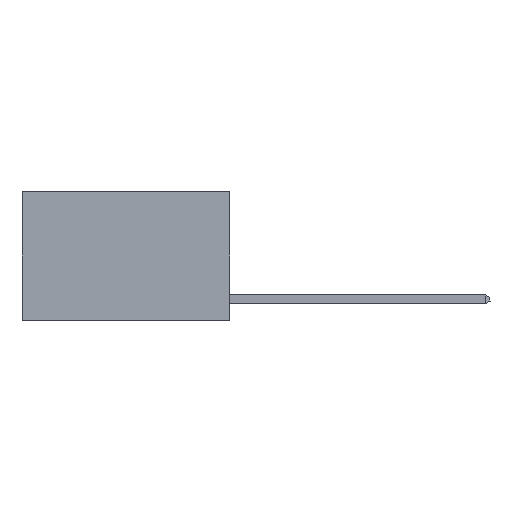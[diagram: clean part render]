
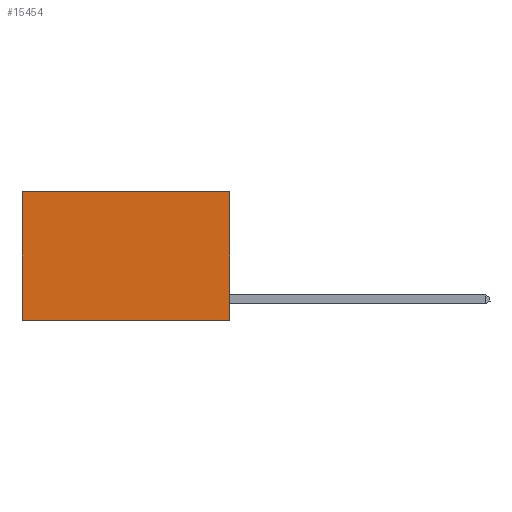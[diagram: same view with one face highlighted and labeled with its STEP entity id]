
A CAD part, left-side view. The second image highlights one B-rep face of the part: STEP entity #15454.
In plain terms, the highlighted planar face has unit normal (-1, 0, 0).
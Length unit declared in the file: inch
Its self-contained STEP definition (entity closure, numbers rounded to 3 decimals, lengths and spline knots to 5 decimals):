
#454 = CARTESIAN_POINT ( 'NONE',  ( 0.2625, 0., 0. ) ) ;
#1412 = ORIENTED_EDGE ( 'NONE', *, *, #10905, .T. ) ;
#1956 = DIRECTION ( 'NONE',  ( 0., 0., -1. ) ) ;
#2241 = LINE ( 'NONE', #12184, #14727 ) ;
#2355 = VERTEX_POINT ( 'NONE', #10316 ) ;
#4378 = ORIENTED_EDGE ( 'NONE', *, *, #11874, .T. ) ;
#4476 = ORIENTED_EDGE ( 'NONE', *, *, #9454, .F. ) ;
#4965 = VERTEX_POINT ( 'NONE', #7251 ) ;
#6617 = DIRECTION ( 'NONE',  ( 0., 0., -1. ) ) ;
#7251 = CARTESIAN_POINT ( 'NONE',  ( 0.2625, 0., -0.37 ) ) ;
#8949 = VERTEX_POINT ( 'NONE', #16820 ) ;
#9454 = EDGE_CURVE ( 'NONE', #2355, #4965, #15491, .T. ) ;
#9649 = LINE ( 'NONE', #13318, #11801 ) ;
#10316 = CARTESIAN_POINT ( 'NONE',  ( 0.2625, 0., 0. ) ) ;
#10332 = EDGE_LOOP ( 'NONE', ( #4378, #12127, #4476, #1412 ) ) ;
#10707 = DIRECTION ( 'NONE',  ( 0., 0., -1. ) ) ;
#10824 = VECTOR ( 'NONE', #1956, 39.37008 ) ;
#10863 = CARTESIAN_POINT ( 'NONE',  ( 0.2625, 0.6, -0.37 ) ) ;
#10905 = EDGE_CURVE ( 'NONE', #2355, #8949, #15692, .T. ) ;
#11133 = CARTESIAN_POINT ( 'NONE',  ( 0.2625, 0., 0. ) ) ;
#11801 = VECTOR ( 'NONE', #19088, 39.37008 ) ;
#11874 = EDGE_CURVE ( 'NONE', #8949, #14546, #2241, .T. ) ;
#12127 = ORIENTED_EDGE ( 'NONE', *, *, #15726, .F. ) ;
#12184 = CARTESIAN_POINT ( 'NONE',  ( 0.2625, 0.6, 0. ) ) ;
#12398 = CARTESIAN_POINT ( 'NONE',  ( 0.2625, 0., 0. ) ) ;
#13068 = AXIS2_PLACEMENT_3D ( 'NONE', #12398, #17081, #6617 ) ;
#13318 = CARTESIAN_POINT ( 'NONE',  ( 0.2625, 0., -0.37 ) ) ;
#14546 = VERTEX_POINT ( 'NONE', #10863 ) ;
#14727 = VECTOR ( 'NONE', #10707, 39.37008 ) ;
#15454 = ADVANCED_FACE ( 'NONE', ( #15478 ), #18527, .F. ) ;
#15478 = FACE_OUTER_BOUND ( 'NONE', #10332, .T. ) ;
#15491 = LINE ( 'NONE', #11133, #10824 ) ;
#15692 = LINE ( 'NONE', #454, #17567 ) ;
#15726 = EDGE_CURVE ( 'NONE', #4965, #14546, #9649, .T. ) ;
#16820 = CARTESIAN_POINT ( 'NONE',  ( 0.2625, 0.6, 0. ) ) ;
#16849 = DIRECTION ( 'NONE',  ( 0., 1., 0. ) ) ;
#17081 = DIRECTION ( 'NONE',  ( 1., 0., 0. ) ) ;
#17567 = VECTOR ( 'NONE', #16849, 39.37008 ) ;
#18527 = PLANE ( 'NONE',  #13068 ) ;
#19088 = DIRECTION ( 'NONE',  ( 0., 1., 0. ) ) ;
